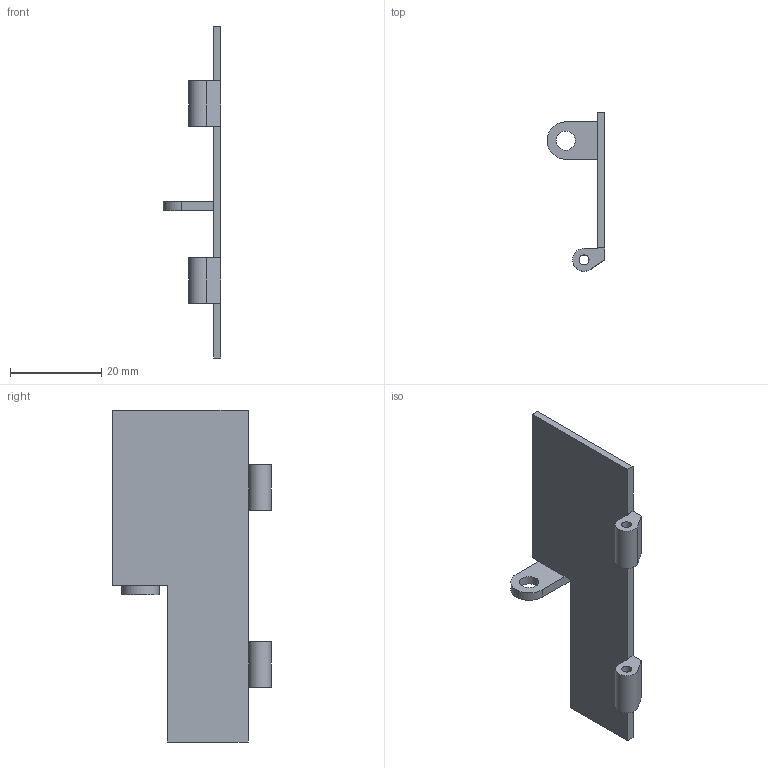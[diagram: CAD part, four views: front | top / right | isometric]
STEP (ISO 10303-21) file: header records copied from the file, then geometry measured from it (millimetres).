
FILE_DESCRIPTION(/* description */ (''),/* implementation_level */ '2;1');
FILE_NAME(/* name */ 'Tapa_FOD.stp',/* time_stamp */ '2018-10-25T18:13:49-03:00',/* author */ ('Elias'),/* organization */ (''),/* preprocessor_version */ 'ST-DEVELOPER v17.2',/* originating_system */ 'Autodesk Inventor 2019',/* authorisation */ '');
FILE_SCHEMA (('AUTOMOTIVE_DESIGN { 1 0 10303 214 3 1 1 }'));
Length unit declared in the file: millimetre
Products named in the file (1): Tapa_frental_FOD
Bounding box: 12.7 x 34.79 x 72.84 mm (x, y, z)
Volume: 3453.2 mm3; surface area: 4653.5 mm2
Topology: 1 solids, 1 shells, 29 faces, 79 edges, 52 vertices
Faces by surface type: plane 23, cylinder 6
Full cylindrical faces by diameter (mm): 2.2 x2, 4.2 x1
Entity records: 962 total; most frequent: CARTESIAN_POINT 161, ORIENTED_EDGE 158, DIRECTION 151, EDGE_CURVE 79, LINE 67, VECTOR 67, VERTEX_POINT 52, AXIS2_PLACEMENT_3D 42
